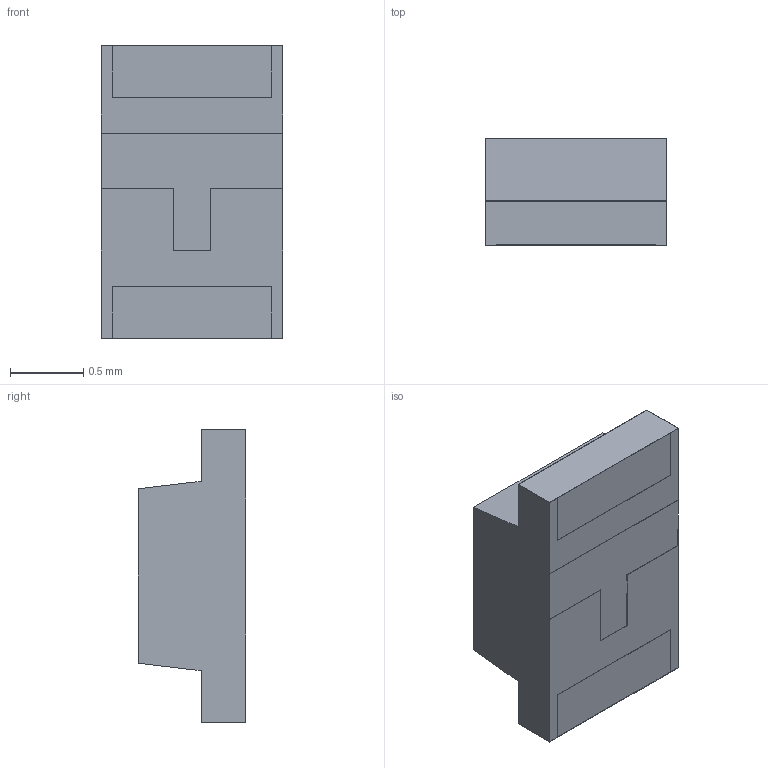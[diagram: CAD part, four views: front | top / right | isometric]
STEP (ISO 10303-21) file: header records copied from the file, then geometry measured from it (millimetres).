
FILE_DESCRIPTION (( 'STEP AP214' ), '1' );
FILE_NAME ('7012X1.STEP', '2017-10-23T09:54:47', ( '' ), ( '' ), 'SwSTEP 2.0', 'SolidWorks 2017', '' );
FILE_SCHEMA (( 'AUTOMOTIVE_DESIGN' ));
Length unit declared in the file: inch
Products named in the file (1): 7012X1
Bounding box: 1.24 x 0.73 x 2.01 mm (x, y, z)
Volume: 1.4 mm3; surface area: 15 mm2
Topology: 4 solids, 4 shells, 62 faces, 162 edges, 108 vertices
Faces by surface type: plane 62
Entity records: 1939 total; most frequent: CARTESIAN_POINT 333, ORIENTED_EDGE 324, DIRECTION 288, EDGE_CURVE 162, LINE 162, VECTOR 162, VERTEX_POINT 108, AXIS2_PLACEMENT_3D 63
